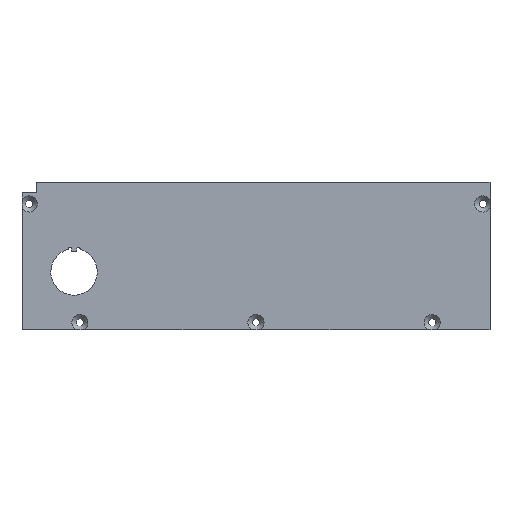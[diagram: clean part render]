
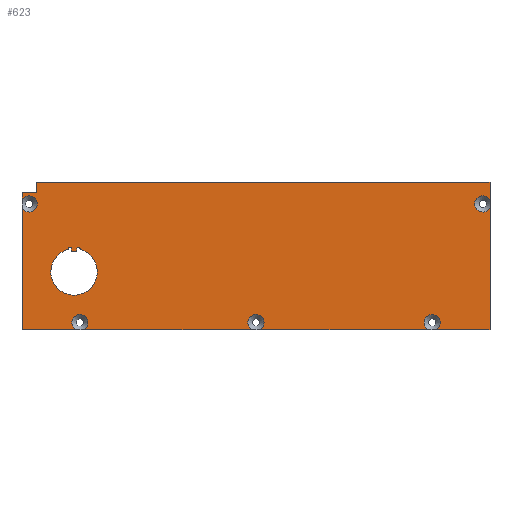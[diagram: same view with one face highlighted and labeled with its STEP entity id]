
A CAD part, top view. The second image highlights one B-rep face of the part: STEP entity #623.
In plain terms, the highlighted planar face has unit normal (0, 0, 1).
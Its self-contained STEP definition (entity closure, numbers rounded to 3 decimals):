
#36=FACE_BOUND('',#108,.T.);
#44=CIRCLE('',#669,2.8);
#45=CIRCLE('',#670,2.8);
#46=CIRCLE('',#671,2.8);
#47=CIRCLE('',#672,2.8);
#48=CIRCLE('',#673,2.8);
#49=CIRCLE('',#674,2.8);
#50=CIRCLE('',#675,2.8);
#51=CIRCLE('',#676,2.8);
#52=CIRCLE('',#677,2.8);
#53=CIRCLE('',#678,1.);
#54=CIRCLE('',#679,0.525);
#55=CIRCLE('',#680,0.525);
#56=CIRCLE('',#681,1.);
#57=CIRCLE('',#682,8.05);
#76=FACE_OUTER_BOUND('',#107,.T.);
#107=EDGE_LOOP('',(#428,#429,#430,#431,#432,#433,#434,#435,#436,#437,#438,
#439,#440,#441,#442,#443,#444,#445,#446,#447));
#108=EDGE_LOOP('',(#448,#449,#450,#451,#452,#453,#454,#455));
#146=LINE('',#915,#205);
#147=LINE('',#918,#206);
#150=LINE('',#924,#209);
#153=LINE('',#930,#212);
#154=LINE('',#936,#213);
#155=LINE('',#938,#214);
#156=LINE('',#944,#215);
#157=LINE('',#950,#216);
#158=LINE('',#956,#217);
#159=LINE('',#958,#218);
#160=LINE('',#961,#219);
#161=LINE('',#968,#220);
#162=LINE('',#970,#221);
#163=LINE('',#972,#222);
#205=VECTOR('',#732,10.);
#206=VECTOR('',#735,10.);
#209=VECTOR('',#740,10.);
#212=VECTOR('',#745,10.);
#213=VECTOR('',#750,10.);
#214=VECTOR('',#751,10.);
#215=VECTOR('',#756,10.);
#216=VECTOR('',#761,10.);
#217=VECTOR('',#766,10.);
#218=VECTOR('',#767,10.);
#219=VECTOR('',#770,10.);
#220=VECTOR('',#775,10.);
#221=VECTOR('',#776,10.);
#222=VECTOR('',#777,10.);
#262=VERTEX_POINT('',#909);
#264=VERTEX_POINT('',#913);
#265=VERTEX_POINT('',#917);
#267=VERTEX_POINT('',#923);
#269=VERTEX_POINT('',#929);
#270=VERTEX_POINT('',#931);
#271=VERTEX_POINT('',#933);
#272=VERTEX_POINT('',#935);
#273=VERTEX_POINT('',#937);
#274=VERTEX_POINT('',#939);
#275=VERTEX_POINT('',#941);
#276=VERTEX_POINT('',#943);
#277=VERTEX_POINT('',#945);
#278=VERTEX_POINT('',#947);
#279=VERTEX_POINT('',#949);
#280=VERTEX_POINT('',#951);
#281=VERTEX_POINT('',#953);
#282=VERTEX_POINT('',#955);
#283=VERTEX_POINT('',#957);
#284=VERTEX_POINT('',#959);
#285=VERTEX_POINT('',#962);
#286=VERTEX_POINT('',#963);
#287=VERTEX_POINT('',#965);
#288=VERTEX_POINT('',#967);
#289=VERTEX_POINT('',#969);
#290=VERTEX_POINT('',#971);
#291=VERTEX_POINT('',#973);
#292=VERTEX_POINT('',#975);
#325=EDGE_CURVE('',#262,#264,#146,.T.);
#326=EDGE_CURVE('',#264,#265,#147,.T.);
#329=EDGE_CURVE('',#267,#262,#150,.T.);
#332=EDGE_CURVE('',#265,#269,#153,.T.);
#333=EDGE_CURVE('',#270,#269,#44,.T.);
#334=EDGE_CURVE('',#271,#270,#45,.T.);
#335=EDGE_CURVE('',#271,#272,#154,.T.);
#336=EDGE_CURVE('',#272,#273,#155,.T.);
#337=EDGE_CURVE('',#274,#273,#46,.T.);
#338=EDGE_CURVE('',#275,#274,#47,.T.);
#339=EDGE_CURVE('',#275,#276,#156,.T.);
#340=EDGE_CURVE('',#277,#276,#48,.T.);
#341=EDGE_CURVE('',#278,#277,#49,.T.);
#342=EDGE_CURVE('',#278,#279,#157,.T.);
#343=EDGE_CURVE('',#280,#279,#50,.T.);
#344=EDGE_CURVE('',#281,#280,#51,.T.);
#345=EDGE_CURVE('',#281,#282,#158,.T.);
#346=EDGE_CURVE('',#282,#283,#159,.T.);
#347=EDGE_CURVE('',#284,#283,#52,.T.);
#348=EDGE_CURVE('',#284,#267,#160,.T.);
#349=EDGE_CURVE('',#285,#286,#53,.T.);
#350=EDGE_CURVE('',#285,#287,#54,.T.);
#351=EDGE_CURVE('',#287,#288,#161,.T.);
#352=EDGE_CURVE('',#288,#289,#162,.T.);
#353=EDGE_CURVE('',#289,#290,#163,.T.);
#354=EDGE_CURVE('',#290,#291,#55,.T.);
#355=EDGE_CURVE('',#292,#291,#56,.T.);
#356=EDGE_CURVE('',#292,#286,#57,.T.);
#428=ORIENTED_EDGE('',*,*,#325,.T.);
#429=ORIENTED_EDGE('',*,*,#326,.T.);
#430=ORIENTED_EDGE('',*,*,#332,.T.);
#431=ORIENTED_EDGE('',*,*,#333,.F.);
#432=ORIENTED_EDGE('',*,*,#334,.F.);
#433=ORIENTED_EDGE('',*,*,#335,.T.);
#434=ORIENTED_EDGE('',*,*,#336,.T.);
#435=ORIENTED_EDGE('',*,*,#337,.F.);
#436=ORIENTED_EDGE('',*,*,#338,.F.);
#437=ORIENTED_EDGE('',*,*,#339,.T.);
#438=ORIENTED_EDGE('',*,*,#340,.F.);
#439=ORIENTED_EDGE('',*,*,#341,.F.);
#440=ORIENTED_EDGE('',*,*,#342,.T.);
#441=ORIENTED_EDGE('',*,*,#343,.F.);
#442=ORIENTED_EDGE('',*,*,#344,.F.);
#443=ORIENTED_EDGE('',*,*,#345,.T.);
#444=ORIENTED_EDGE('',*,*,#346,.T.);
#445=ORIENTED_EDGE('',*,*,#347,.F.);
#446=ORIENTED_EDGE('',*,*,#348,.T.);
#447=ORIENTED_EDGE('',*,*,#329,.T.);
#448=ORIENTED_EDGE('',*,*,#349,.F.);
#449=ORIENTED_EDGE('',*,*,#350,.T.);
#450=ORIENTED_EDGE('',*,*,#351,.T.);
#451=ORIENTED_EDGE('',*,*,#352,.T.);
#452=ORIENTED_EDGE('',*,*,#353,.T.);
#453=ORIENTED_EDGE('',*,*,#354,.T.);
#454=ORIENTED_EDGE('',*,*,#355,.F.);
#455=ORIENTED_EDGE('',*,*,#356,.T.);
#607=PLANE('',#668);
#623=ADVANCED_FACE('',(#76,#36),#607,.T.);
#668=AXIS2_PLACEMENT_3D('',#928,#743,#744);
#669=AXIS2_PLACEMENT_3D('',#932,#746,#747);
#670=AXIS2_PLACEMENT_3D('',#934,#748,#749);
#671=AXIS2_PLACEMENT_3D('',#940,#752,#753);
#672=AXIS2_PLACEMENT_3D('',#942,#754,#755);
#673=AXIS2_PLACEMENT_3D('',#946,#757,#758);
#674=AXIS2_PLACEMENT_3D('',#948,#759,#760);
#675=AXIS2_PLACEMENT_3D('',#952,#762,#763);
#676=AXIS2_PLACEMENT_3D('',#954,#764,#765);
#677=AXIS2_PLACEMENT_3D('',#960,#768,#769);
#678=AXIS2_PLACEMENT_3D('',#964,#771,#772);
#679=AXIS2_PLACEMENT_3D('',#966,#773,#774);
#680=AXIS2_PLACEMENT_3D('',#974,#778,#779);
#681=AXIS2_PLACEMENT_3D('',#976,#780,#781);
#682=AXIS2_PLACEMENT_3D('',#977,#782,#783);
#732=DIRECTION('',(0.,-1.,0.));
#735=DIRECTION('',(-1.,0.,0.));
#740=DIRECTION('',(-1.,0.,0.));
#743=DIRECTION('center_axis',(0.,0.,1.));
#744=DIRECTION('ref_axis',(1.,0.,0.));
#745=DIRECTION('',(0.,-1.,0.));
#746=DIRECTION('center_axis',(0.,0.,1.));
#747=DIRECTION('ref_axis',(-1.,0.,0.));
#748=DIRECTION('center_axis',(0.,0.,1.));
#749=DIRECTION('ref_axis',(-1.,0.,0.));
#750=DIRECTION('',(0.,-1.,0.));
#751=DIRECTION('',(1.,0.,0.));
#752=DIRECTION('center_axis',(0.,0.,1.));
#753=DIRECTION('ref_axis',(-1.,0.,0.));
#754=DIRECTION('center_axis',(0.,0.,1.));
#755=DIRECTION('ref_axis',(-1.,0.,0.));
#756=DIRECTION('',(1.,0.,0.));
#757=DIRECTION('center_axis',(0.,0.,1.));
#758=DIRECTION('ref_axis',(-1.,0.,0.));
#759=DIRECTION('center_axis',(0.,0.,1.));
#760=DIRECTION('ref_axis',(-1.,0.,0.));
#761=DIRECTION('',(1.,0.,0.));
#762=DIRECTION('center_axis',(0.,0.,1.));
#763=DIRECTION('ref_axis',(-1.,0.,0.));
#764=DIRECTION('center_axis',(0.,0.,1.));
#765=DIRECTION('ref_axis',(-1.,0.,0.));
#766=DIRECTION('',(1.,0.,0.));
#767=DIRECTION('',(0.,1.,0.));
#768=DIRECTION('center_axis',(0.,0.,1.));
#769=DIRECTION('ref_axis',(-1.,0.,0.));
#770=DIRECTION('',(0.,1.,0.));
#771=DIRECTION('center_axis',(0.,0.,-1.));
#772=DIRECTION('ref_axis',(0.677,-0.736,0.));
#773=DIRECTION('center_axis',(0.,0.,-1.));
#774=DIRECTION('ref_axis',(-1.,0.,0.));
#775=DIRECTION('',(0.,-1.,0.));
#776=DIRECTION('',(1.,0.,0.));
#777=DIRECTION('',(0.,1.,0.));
#778=DIRECTION('center_axis',(0.,0.,-1.));
#779=DIRECTION('ref_axis',(-1.,0.,0.));
#780=DIRECTION('center_axis',(0.,0.,-1.));
#781=DIRECTION('ref_axis',(-0.677,-0.736,0.));
#782=DIRECTION('center_axis',(0.,0.,-1.));
#783=DIRECTION('ref_axis',(-1.,0.,0.));
#909=CARTESIAN_POINT('',(-75.85,-79.,378.9));
#913=CARTESIAN_POINT('',(-75.85,-82.5,378.9));
#915=CARTESIAN_POINT('',(-75.85,-52.25,378.9));
#917=CARTESIAN_POINT('',(-80.9,-82.5,378.9));
#918=CARTESIAN_POINT('',(-40.45,-82.5,378.9));
#923=CARTESIAN_POINT('',(80.9,-79.,378.9));
#924=CARTESIAN_POINT('',(-80.9,-79.,378.9));
#928=CARTESIAN_POINT('Origin',(0.,-104.5,378.9));
#929=CARTESIAN_POINT('',(-80.9,-85.239,378.9));
#930=CARTESIAN_POINT('',(-80.9,-130.,378.9));
#931=CARTESIAN_POINT('',(-75.6,-86.5,378.9));
#932=CARTESIAN_POINT('Origin',(-78.4,-86.5,378.9));
#933=CARTESIAN_POINT('',(-80.9,-87.761,378.9));
#934=CARTESIAN_POINT('Origin',(-78.4,-86.5,378.9));
#935=CARTESIAN_POINT('',(-80.9,-130.,378.9));
#936=CARTESIAN_POINT('',(-80.9,-130.,378.9));
#937=CARTESIAN_POINT('',(-62.161,-130.,378.9));
#938=CARTESIAN_POINT('',(80.9,-130.,378.9));
#939=CARTESIAN_POINT('',(-58.1,-127.5,378.9));
#940=CARTESIAN_POINT('Origin',(-60.9,-127.5,378.9));
#941=CARTESIAN_POINT('',(-59.639,-130.,378.9));
#942=CARTESIAN_POINT('Origin',(-60.9,-127.5,378.9));
#943=CARTESIAN_POINT('',(-1.261,-130.,378.9));
#944=CARTESIAN_POINT('',(80.9,-130.,378.9));
#945=CARTESIAN_POINT('',(2.8,-127.5,378.9));
#946=CARTESIAN_POINT('Origin',(0.,-127.5,378.9));
#947=CARTESIAN_POINT('',(1.261,-130.,378.9));
#948=CARTESIAN_POINT('Origin',(0.,-127.5,378.9));
#949=CARTESIAN_POINT('',(59.639,-130.,378.9));
#950=CARTESIAN_POINT('',(80.9,-130.,378.9));
#951=CARTESIAN_POINT('',(63.7,-127.5,378.9));
#952=CARTESIAN_POINT('Origin',(60.9,-127.5,378.9));
#953=CARTESIAN_POINT('',(62.161,-130.,378.9));
#954=CARTESIAN_POINT('Origin',(60.9,-127.5,378.9));
#955=CARTESIAN_POINT('',(80.9,-130.,378.9));
#956=CARTESIAN_POINT('',(80.9,-130.,378.9));
#957=CARTESIAN_POINT('',(80.9,-87.761,378.9));
#958=CARTESIAN_POINT('',(80.9,-130.,378.9));
#959=CARTESIAN_POINT('',(80.9,-85.239,378.9));
#960=CARTESIAN_POINT('Origin',(78.4,-86.5,378.9));
#961=CARTESIAN_POINT('',(80.9,-130.,378.9));
#962=CARTESIAN_POINT('',(-64.808,-101.795,378.9));
#963=CARTESIAN_POINT('',(-65.416,-102.353,378.9));
#964=CARTESIAN_POINT('Origin',(-65.728,-101.403,378.9));
#965=CARTESIAN_POINT('',(-63.8,-102.,378.9));
#966=CARTESIAN_POINT('Origin',(-64.325,-102.,378.9));
#967=CARTESIAN_POINT('',(-63.8,-102.95,378.9));
#968=CARTESIAN_POINT('',(-63.8,-103.25,378.9));
#969=CARTESIAN_POINT('',(-62.,-102.95,378.9));
#970=CARTESIAN_POINT('',(-31.9,-102.95,378.9));
#971=CARTESIAN_POINT('',(-62.,-102.,378.9));
#972=CARTESIAN_POINT('',(-62.,-103.725,378.9));
#973=CARTESIAN_POINT('',(-60.992,-101.795,378.9));
#974=CARTESIAN_POINT('Origin',(-61.475,-102.,378.9));
#975=CARTESIAN_POINT('',(-60.384,-102.353,378.9));
#976=CARTESIAN_POINT('Origin',(-60.072,-101.403,378.9));
#977=CARTESIAN_POINT('Origin',(-62.9,-110.,378.9));
